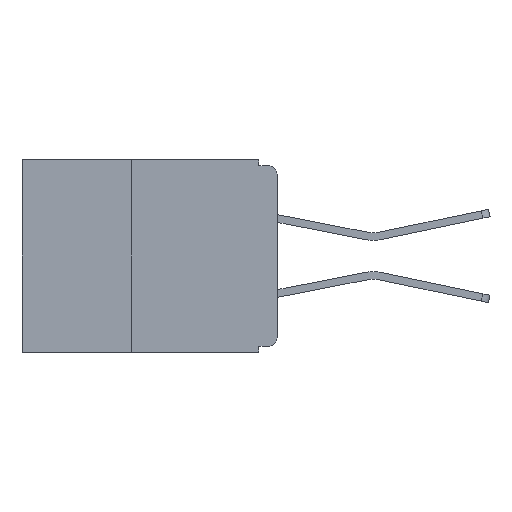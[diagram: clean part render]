
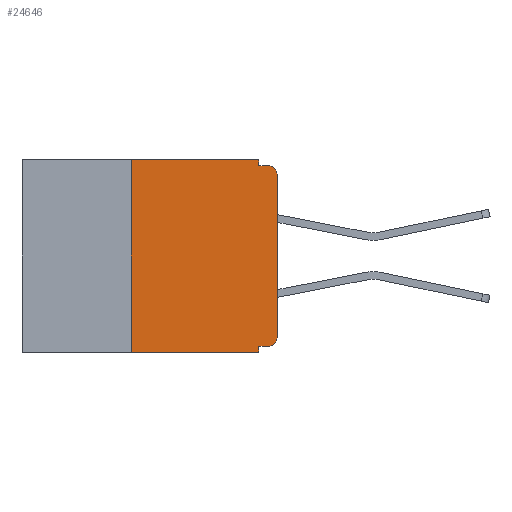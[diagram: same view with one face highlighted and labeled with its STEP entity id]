
A CAD part, left-side view. The second image highlights one B-rep face of the part: STEP entity #24646.
In plain terms, the highlighted planar face has unit normal (-1, 0, 0).
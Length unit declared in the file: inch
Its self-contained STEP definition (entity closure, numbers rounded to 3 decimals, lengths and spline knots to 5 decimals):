
#794 = CARTESIAN_POINT ( 'NONE',  ( 0., 0.031, 0. ) ) ;
#900 = AXIS2_PLACEMENT_3D ( 'NONE', #10119, #12583, #29637 ) ;
#985 = CARTESIAN_POINT ( 'NONE',  ( 0., 0., -0.32 ) ) ;
#1567 = EDGE_CURVE ( 'NONE', #4147, #18159, #27840, .T. ) ;
#2112 = DIRECTION ( 'NONE',  ( 0., 0., -1. ) ) ;
#2540 = EDGE_LOOP ( 'NONE', ( #22068, #16357, #25138, #25892, #20932, #26284, #20559, #22091, #10600, #20958 ) ) ;
#3588 = FACE_OUTER_BOUND ( 'NONE', #2540, .T. ) ;
#3690 = CARTESIAN_POINT ( 'NONE',  ( 0., 0.437, 0. ) ) ;
#4147 = VERTEX_POINT ( 'NONE', #31503 ) ;
#4483 = VERTEX_POINT ( 'NONE', #27659 ) ;
#4616 = VECTOR ( 'NONE', #31151, 39.37008 ) ;
#4968 = VERTEX_POINT ( 'NONE', #21384 ) ;
#5321 = DIRECTION ( 'NONE',  ( 0., -1., 0. ) ) ;
#5735 = LINE ( 'NONE', #22466, #26041 ) ;
#5742 = DIRECTION ( 'NONE',  ( 0., 0., -1. ) ) ;
#6389 = CARTESIAN_POINT ( 'NONE',  ( 0., 0.25, -0.33 ) ) ;
#6789 = CARTESIAN_POINT ( 'NONE',  ( 0., 0., -0.01 ) ) ;
#6981 = LINE ( 'NONE', #985, #25728 ) ;
#7270 = VECTOR ( 'NONE', #27151, 39.37008 ) ;
#7589 = VECTOR ( 'NONE', #29190, 39.37008 ) ;
#7692 = PLANE ( 'NONE',  #900 ) ;
#7928 = CARTESIAN_POINT ( 'NONE',  ( 0., 0.031, -0.33 ) ) ;
#8659 = EDGE_CURVE ( 'NONE', #30543, #4147, #6981, .T. ) ;
#8732 = VERTEX_POINT ( 'NONE', #20822 ) ;
#9818 = EDGE_CURVE ( 'NONE', #28267, #18159, #5735, .T. ) ;
#10119 = CARTESIAN_POINT ( 'NONE',  ( 0., 0.437, 0. ) ) ;
#10157 = CARTESIAN_POINT ( 'NONE',  ( 0., 0.015, -0.025 ) ) ;
#10600 = ORIENTED_EDGE ( 'NONE', *, *, #8659, .F. ) ;
#10607 = EDGE_CURVE ( 'NONE', #13555, #8732, #25989, .T. ) ;
#11313 = DIRECTION ( 'NONE',  ( 0., 0., 1. ) ) ;
#11731 = CARTESIAN_POINT ( 'NONE',  ( 0., 0.031, -0.33 ) ) ;
#11956 = VECTOR ( 'NONE', #11313, 39.37008 ) ;
#12583 = DIRECTION ( 'NONE',  ( 1., 0., 0. ) ) ;
#12620 = DIRECTION ( 'NONE',  ( 0., 0., -1. ) ) ;
#13056 = AXIS2_PLACEMENT_3D ( 'NONE', #31318, #16842, #2112 ) ;
#13079 = CARTESIAN_POINT ( 'NONE',  ( 0., 0.25, 0. ) ) ;
#13555 = VERTEX_POINT ( 'NONE', #13079 ) ;
#14188 = EDGE_CURVE ( 'NONE', #30543, #28951, #18477, .T. ) ;
#14245 = CARTESIAN_POINT ( 'NONE',  ( 0., 0., -0.305 ) ) ;
#15728 = LINE ( 'NONE', #794, #21424 ) ;
#16357 = ORIENTED_EDGE ( 'NONE', *, *, #24045, .T. ) ;
#16842 = DIRECTION ( 'NONE',  ( -1., 0., 0. ) ) ;
#17483 = CARTESIAN_POINT ( 'NONE',  ( 0., 0., 0. ) ) ;
#18159 = VERTEX_POINT ( 'NONE', #11731 ) ;
#18180 = DIRECTION ( 'NONE',  ( 0., 1., 0. ) ) ;
#18477 = CIRCLE ( 'NONE', #13056, 0.015 ) ;
#19477 = VECTOR ( 'NONE', #30464, 39.37008 ) ;
#19648 = EDGE_CURVE ( 'NONE', #28267, #13555, #31337, .T. ) ;
#20559 = ORIENTED_EDGE ( 'NONE', *, *, #9818, .T. ) ;
#20822 = CARTESIAN_POINT ( 'NONE',  ( 0., 0.031, 0. ) ) ;
#20932 = ORIENTED_EDGE ( 'NONE', *, *, #10607, .F. ) ;
#20958 = ORIENTED_EDGE ( 'NONE', *, *, #14188, .T. ) ;
#21159 = EDGE_CURVE ( 'NONE', #28951, #4483, #30983, .T. ) ;
#21242 = CIRCLE ( 'NONE', #24126, 0.015 ) ;
#21303 = EDGE_CURVE ( 'NONE', #8732, #28174, #15728, .T. ) ;
#21384 = CARTESIAN_POINT ( 'NONE',  ( 0., 0.015, -0.01 ) ) ;
#21424 = VECTOR ( 'NONE', #5742, 39.37008 ) ;
#22068 = ORIENTED_EDGE ( 'NONE', *, *, #21159, .T. ) ;
#22091 = ORIENTED_EDGE ( 'NONE', *, *, #1567, .F. ) ;
#22466 = CARTESIAN_POINT ( 'NONE',  ( 0., 0.437, -0.33 ) ) ;
#24045 = EDGE_CURVE ( 'NONE', #4483, #4968, #21242, .T. ) ;
#24126 = AXIS2_PLACEMENT_3D ( 'NONE', #10157, #27267, #12620 ) ;
#24646 = ADVANCED_FACE ( 'NONE', ( #3588 ), #7692, .F. ) ;
#24956 = LINE ( 'NONE', #6789, #4616 ) ;
#25138 = ORIENTED_EDGE ( 'NONE', *, *, #28292, .F. ) ;
#25262 = CARTESIAN_POINT ( 'NONE',  ( 0., 0.015, -0.32 ) ) ;
#25728 = VECTOR ( 'NONE', #18180, 39.37008 ) ;
#25892 = ORIENTED_EDGE ( 'NONE', *, *, #21303, .F. ) ;
#25930 = CARTESIAN_POINT ( 'NONE',  ( 0., 0.031, -0.01 ) ) ;
#25989 = LINE ( 'NONE', #3690, #19477 ) ;
#26041 = VECTOR ( 'NONE', #5321, 39.37008 ) ;
#26284 = ORIENTED_EDGE ( 'NONE', *, *, #19648, .F. ) ;
#26334 = CARTESIAN_POINT ( 'NONE',  ( 0., 0.25, -0.33 ) ) ;
#27151 = DIRECTION ( 'NONE',  ( 0., 0., 1. ) ) ;
#27267 = DIRECTION ( 'NONE',  ( -1., 0., 0. ) ) ;
#27659 = CARTESIAN_POINT ( 'NONE',  ( 0., 0., -0.025 ) ) ;
#27840 = LINE ( 'NONE', #7928, #7589 ) ;
#28174 = VERTEX_POINT ( 'NONE', #25930 ) ;
#28267 = VERTEX_POINT ( 'NONE', #26334 ) ;
#28292 = EDGE_CURVE ( 'NONE', #28174, #4968, #24956, .T. ) ;
#28951 = VERTEX_POINT ( 'NONE', #14245 ) ;
#29190 = DIRECTION ( 'NONE',  ( 0., 0., -1. ) ) ;
#29637 = DIRECTION ( 'NONE',  ( 0., 0., -1. ) ) ;
#30464 = DIRECTION ( 'NONE',  ( 0., -1., 0. ) ) ;
#30543 = VERTEX_POINT ( 'NONE', #25262 ) ;
#30983 = LINE ( 'NONE', #17483, #7270 ) ;
#31151 = DIRECTION ( 'NONE',  ( 0., -1., 0. ) ) ;
#31318 = CARTESIAN_POINT ( 'NONE',  ( 0., 0.015, -0.305 ) ) ;
#31337 = LINE ( 'NONE', #6389, #11956 ) ;
#31503 = CARTESIAN_POINT ( 'NONE',  ( 0., 0.031, -0.32 ) ) ;
